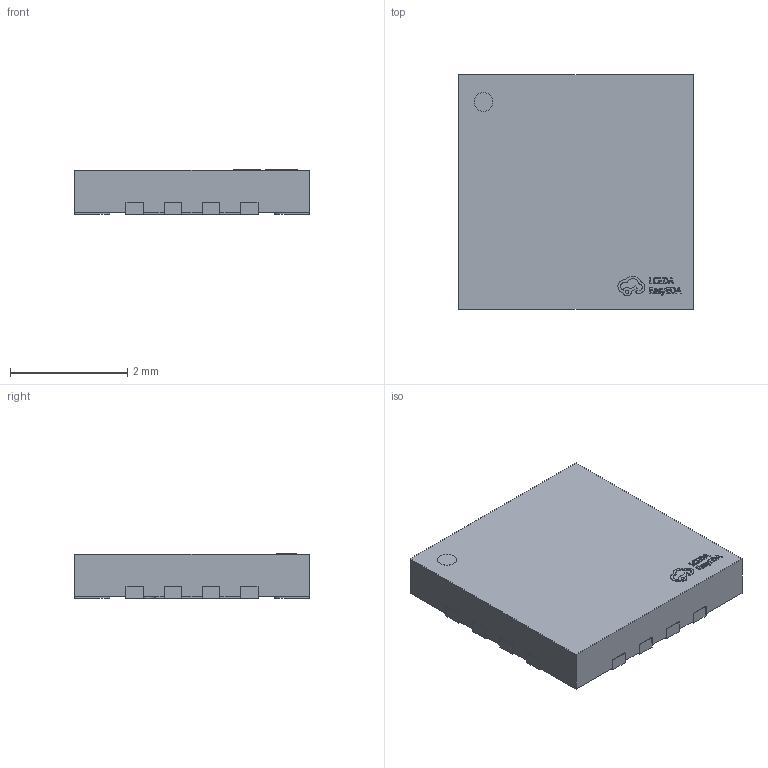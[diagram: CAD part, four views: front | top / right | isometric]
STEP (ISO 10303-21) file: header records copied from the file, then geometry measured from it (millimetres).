
FILE_DESCRIPTION (( 'STEP AP214' ), '1' );
FILE_NAME ('LFCSP-16_L4.0-W4.0-P0.65-TL-EP2.1.step', '2022-06-20T11:14:05', ( '' ), ( '' ), 'SwSTEP 2.0', 'SolidWorks 2020', '' );
FILE_SCHEMA (( 'AUTOMOTIVE_DESIGN' ));
Length unit declared in the file: millimetre
Products named in the file (1): LFCSP-16_L4.0-W4.0-P0.65-TL-EP2.1
Bounding box: 4.02 x 4.02 x 0.76 mm (x, y, z)
Volume: 11.7 mm3; surface area: 44.8 mm2
Topology: 1 solids, 1 shells, 403 faces, 1119 edges, 746 vertices
Faces by surface type: plane 264, bspline 112, cylinder 27
Entity records: 18446 total; most frequent: CARTESIAN_POINT 4373, ORIENTED_EDGE 2238, DIRECTION 1529, EDGE_CURVE 1119, VECTOR 837, LINE 837, VERTEX_POINT 746, EDGE_LOOP 431
